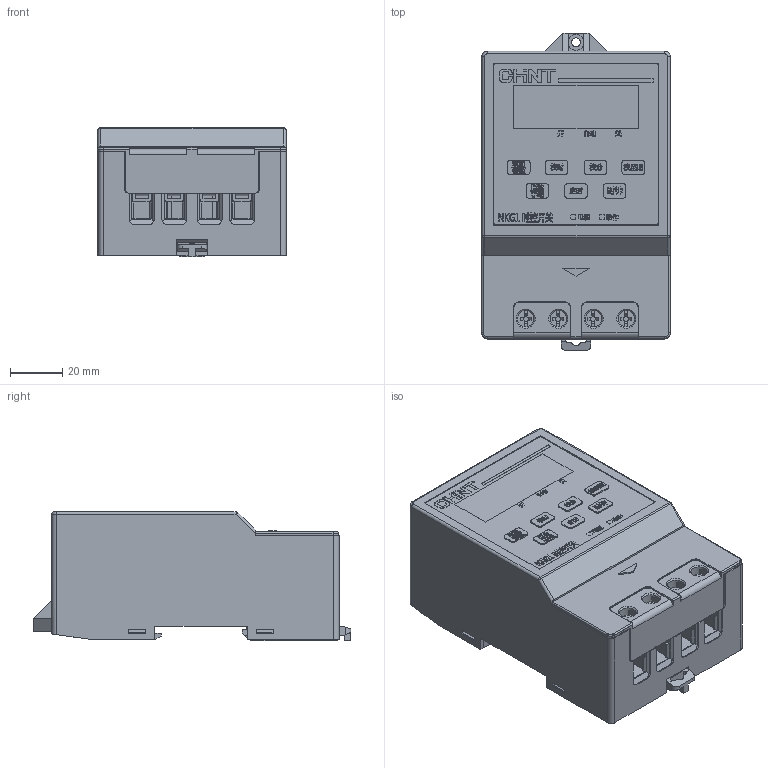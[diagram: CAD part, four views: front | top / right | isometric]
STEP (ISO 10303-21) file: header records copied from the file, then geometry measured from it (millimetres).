
FILE_DESCRIPTION((''),'2;1');
FILE_NAME('2ZTD_690_010_ASM','2022-03-04T10:39:37',('yangli3'),(''),'CREO PARAMETRIC BY PTC INC, 2020044','CREO PARAMETRIC BY PTC INC, 2020044','');
FILE_SCHEMA(('CONFIG_CONTROL_DESIGN','SHAPE_APPEARANCE_LAYERS_GROUPS'));
Products named in the file (11): 8ZTD_005_258; 8ZTS_516_112; 8ZTS_516_111; 8ZTD_024_524; 8ZTD_271_335; 8ZTS_574_126; GB; 5ZTS_574_111_ASM; 8ZTD_304_115; NKG1BIAOPAI; 2ZTD_690_010_ASM
Assembly tree (13 placements, depth 3):
  2ZTD_690_010_ASM
    8ZTD_005_258
    8ZTS_516_112
    8ZTS_516_111
    8ZTD_024_524
    8ZTD_271_335
    5ZTS_574_111_ASM  x4
      8ZTS_574_126
      GB
    8ZTD_304_115
    NKG1BIAOPAI
Bounding box: 72 x 121.5 x 49.63 mm (x, y, z)
Volume: 69035 mm3; surface area: 99388.7 mm2
Topology: 18 solids, 26 shells, 3245 faces, 8946 edges, 5902 vertices
Faces by surface type: plane 2334, extrusion 443, cylinder 428, torus 28, cone 8, sphere 2, bspline 2
Entity records: 103156 total; most frequent: CARTESIAN_POINT 20132, ORIENTED_EDGE 15948, DIRECTION 13241, EDGE_CURVE 7978, VECTOR 6621, LINE 6178, VERTEX_POINT 5263, AXIS2_PLACEMENT_3D 3310
